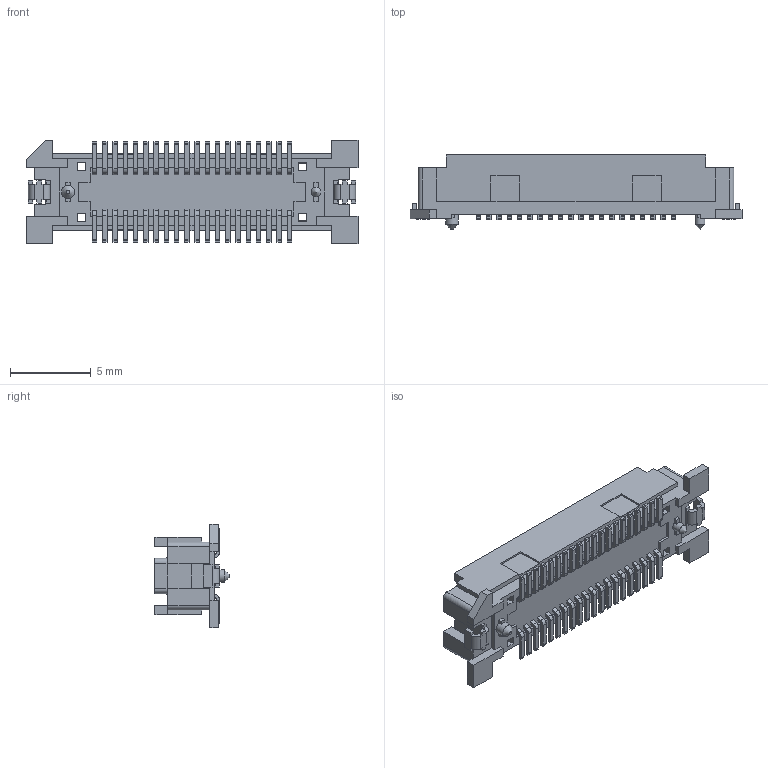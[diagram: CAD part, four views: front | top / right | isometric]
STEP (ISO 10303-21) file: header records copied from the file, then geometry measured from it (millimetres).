
FILE_DESCRIPTION(/* description */ (''),/* implementation_level */ '2;1');
FILE_NAME(/* name */ 'Molex_SlimStack_528850474.stp',/* time_stamp */ '2023-01-10T13:51:17-06:00',/* author */ (''),/* organization */ (''),/* preprocessor_version */ 'ST-DEVELOPER v16.7',/* originating_system */ 'SIEMENS PLM Software NX 1934',/* authorisation */ '');
FILE_SCHEMA (('AP203_CONFIGURATION_CONTROLLED_3D_DESIGN_OF_MECHANICAL_PARTS_AND_ASSEMBLIES_MIM_LF { 1 0 10303 403 2 1 2}'));
Length unit declared in the file: millimetre
Products named in the file (1): Rish18981961a45x
Bounding box: 20.57 x 4.6 x 6.4 mm (x, y, z)
Volume: 231.4 mm3; surface area: 718.2 mm2
Topology: 1 solids, 1 shells, 866 faces, 2335 edges, 1554 vertices
Faces by surface type: plane 726, cylinder 138, cone 2
Full cylindrical faces by diameter (mm): 0.6 x1, 0.8 x1
Entity records: 32944 total; most frequent: CARTESIAN_POINT 4743, ORIENTED_EDGE 4652, DIRECTION 4343, EDGE_CURVE 2326, LINE 2043, VECTOR 2043, VERTEX_POINT 1550, AXIS2_PLACEMENT_3D 1150
